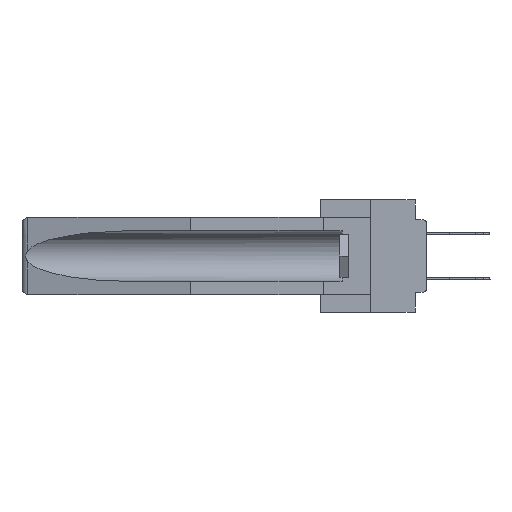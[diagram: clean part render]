
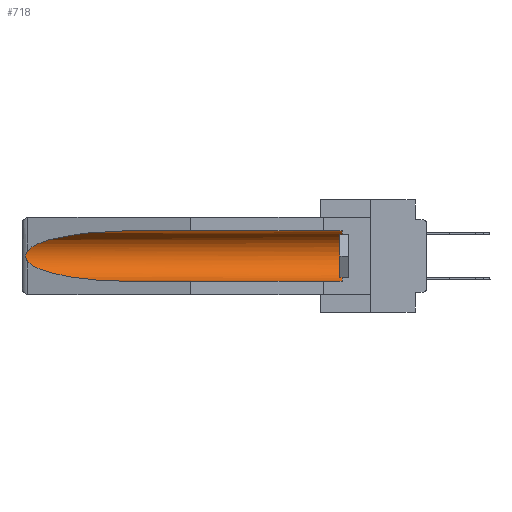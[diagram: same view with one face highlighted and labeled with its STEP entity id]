
A CAD part, left-side view. The second image highlights one B-rep face of the part: STEP entity #718.
In plain terms, the highlighted cylindrical face has radius 2.857 mm (diameter 5.715 mm), a partial arc.
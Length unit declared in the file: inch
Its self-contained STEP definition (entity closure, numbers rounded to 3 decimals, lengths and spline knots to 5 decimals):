
#2 = B_SPLINE_CURVE_WITH_KNOTS ( 'NONE', 3,
 ( #28477, #22892, #25560, #12689, #31507, #28941, #21014, #5068, #15228, #20685 ),
 .UNSPECIFIED., .F., .F.,
 ( 4, 2, 2, 2, 4 ),
 ( 0., 0.00029, 0.00058, 0.00087, 0.00117 ),
 .UNSPECIFIED. ) ;
#30 = VERTEX_POINT ( 'NONE', #10192 ) ;
#718 = ADVANCED_FACE ( 'NONE', ( #8454 ), #30901, .F. ) ;
#1859 = CARTESIAN_POINT ( 'NONE',  ( 0.25451, 1.48313, -0.09465 ) ) ;
#2926 = CARTESIAN_POINT ( 'NONE',  ( 0.155, -0.30754, -0.1715 ) ) ;
#3033 = DIRECTION ( 'NONE',  ( 0., 1., 0. ) ) ;
#3969 = EDGE_CURVE ( 'NONE', #28985, #30, #26852, .T. ) ;
#4477 = EDGE_LOOP ( 'NONE', ( #15734, #12988, #25646, #7378, #27721, #11299 ) ) ;
#4997 = EDGE_CURVE ( 'NONE', #27370, #7433, #15555, .T. ) ;
#5068 = CARTESIAN_POINT ( 'NONE',  ( 0.26655, 1.53094, -0.18657 ) ) ;
#6913 = CARTESIAN_POINT ( 'NONE',  ( 0.26537, 1.52718, -0.19328 ) ) ;
#7378 = ORIENTED_EDGE ( 'NONE', *, *, #29094, .F. ) ;
#7433 = VERTEX_POINT ( 'NONE', #15034 ) ;
#8318 = CIRCLE ( 'NONE', #16352, 0.1125 ) ;
#8454 = FACE_OUTER_BOUND ( 'NONE', #4477, .T. ) ;
#9376 = VECTOR ( 'NONE', #19757, 39.37008 ) ;
#9505 = EDGE_CURVE ( 'NONE', #7433, #28985, #2, .T. ) ;
#10192 = CARTESIAN_POINT ( 'NONE',  ( 0.155, 1.07973, -0.284 ) ) ;
#10708 = DIRECTION ( 'NONE',  ( 0., 0., 1. ) ) ;
#11106 = VECTOR ( 'NONE', #30607, 39.37008 ) ;
#11299 = ORIENTED_EDGE ( 'NONE', *, *, #31485, .T. ) ;
#12479 = CARTESIAN_POINT ( 'NONE',  ( 0.21114, 1.30732, -0.059 ) ) ;
#12689 = CARTESIAN_POINT ( 'NONE',  ( 0.2673, 1.5327, -0.16383 ) ) ;
#12988 = ORIENTED_EDGE ( 'NONE', *, *, #9505, .T. ) ;
#13145 = DIRECTION ( 'NONE',  ( 0., -1., 0. ) ) ;
#14125 = CARTESIAN_POINT ( 'NONE',  ( 0.155, 1.07973, -0.059 ) ) ;
#14242 = CARTESIAN_POINT ( 'NONE',  ( 0.26537, 1.52718, -0.19328 ) ) ;
#15034 = CARTESIAN_POINT ( 'NONE',  ( 0.26537, 1.52718, -0.14972 ) ) ;
#15228 = CARTESIAN_POINT ( 'NONE',  ( 0.26597, 1.5296, -0.19026 ) ) ;
#15555 =( BOUNDED_CURVE ( )  B_SPLINE_CURVE ( 3, ( #31287, #12479, #1859, #23273 ),
 .UNSPECIFIED., .F., .F. ) 
 B_SPLINE_CURVE_WITH_KNOTS ( ( 4, 4 ),
 ( 4.71239, 6.08839 ),
 .UNSPECIFIED. ) 
 CURVE ( )  GEOMETRIC_REPRESENTATION_ITEM ( )  RATIONAL_B_SPLINE_CURVE ( ( 1., 0.848, 0.848, 1. ) ) 
 REPRESENTATION_ITEM ( '' )  );
#15734 = ORIENTED_EDGE ( 'NONE', *, *, #4997, .T. ) ;
#16352 = AXIS2_PLACEMENT_3D ( 'NONE', #29043, #13145, #31713 ) ;
#18139 = VERTEX_POINT ( 'NONE', #25668 ) ;
#19682 = CARTESIAN_POINT ( 'NONE',  ( 0.155, -0.30754, -0.284 ) ) ;
#19757 = DIRECTION ( 'NONE',  ( 0., 1., 0. ) ) ;
#20438 = CARTESIAN_POINT ( 'NONE',  ( 0.155, 0.126, -0.059 ) ) ;
#20685 = CARTESIAN_POINT ( 'NONE',  ( 0.26537, 1.52718, -0.19328 ) ) ;
#21014 = CARTESIAN_POINT ( 'NONE',  ( 0.2673, 1.53269, -0.17917 ) ) ;
#21061 = LINE ( 'NONE', #19682, #11106 ) ;
#22290 = EDGE_CURVE ( 'NONE', #18139, #23882, #8318, .T. ) ;
#22742 = CARTESIAN_POINT ( 'NONE',  ( 0.25451, 1.48313, -0.24835 ) ) ;
#22892 = CARTESIAN_POINT ( 'NONE',  ( 0.26597, 1.52961, -0.15275 ) ) ;
#23244 = AXIS2_PLACEMENT_3D ( 'NONE', #2926, #3033, #10708 ) ;
#23273 = CARTESIAN_POINT ( 'NONE',  ( 0.26537, 1.52718, -0.14972 ) ) ;
#23882 = VERTEX_POINT ( 'NONE', #20438 ) ;
#24751 = CARTESIAN_POINT ( 'NONE',  ( 0.155, -0.30754, -0.059 ) ) ;
#25193 = LINE ( 'NONE', #24751, #9376 ) ;
#25560 = CARTESIAN_POINT ( 'NONE',  ( 0.26654, 1.53092, -0.15636 ) ) ;
#25646 = ORIENTED_EDGE ( 'NONE', *, *, #3969, .T. ) ;
#25668 = CARTESIAN_POINT ( 'NONE',  ( 0.155, 0.126, -0.284 ) ) ;
#26852 =( BOUNDED_CURVE ( )  B_SPLINE_CURVE ( 3, ( #6913, #22742, #33432, #30861 ),
 .UNSPECIFIED., .F., .F. ) 
 B_SPLINE_CURVE_WITH_KNOTS ( ( 4, 4 ),
 ( 0.1948, 1.5708 ),
 .UNSPECIFIED. ) 
 CURVE ( )  GEOMETRIC_REPRESENTATION_ITEM ( )  RATIONAL_B_SPLINE_CURVE ( ( 1., 0.848, 0.848, 1. ) ) 
 REPRESENTATION_ITEM ( '' )  );
#27370 = VERTEX_POINT ( 'NONE', #14125 ) ;
#27721 = ORIENTED_EDGE ( 'NONE', *, *, #22290, .T. ) ;
#28477 = CARTESIAN_POINT ( 'NONE',  ( 0.26537, 1.52718, -0.14972 ) ) ;
#28941 = CARTESIAN_POINT ( 'NONE',  ( 0.2675, 1.53308, -0.17534 ) ) ;
#28985 = VERTEX_POINT ( 'NONE', #14242 ) ;
#29043 = CARTESIAN_POINT ( 'NONE',  ( 0.155, 0.126, -0.1715 ) ) ;
#29094 = EDGE_CURVE ( 'NONE', #18139, #30, #21061, .T. ) ;
#30607 = DIRECTION ( 'NONE',  ( 0., 1., 0. ) ) ;
#30861 = CARTESIAN_POINT ( 'NONE',  ( 0.155, 1.07973, -0.284 ) ) ;
#30901 = CYLINDRICAL_SURFACE ( 'NONE', #23244, 0.1125 ) ;
#31287 = CARTESIAN_POINT ( 'NONE',  ( 0.155, 1.07973, -0.059 ) ) ;
#31485 = EDGE_CURVE ( 'NONE', #23882, #27370, #25193, .T. ) ;
#31507 = CARTESIAN_POINT ( 'NONE',  ( 0.2675, 1.53308, -0.16763 ) ) ;
#31713 = DIRECTION ( 'NONE',  ( 0., 0., 1. ) ) ;
#33432 = CARTESIAN_POINT ( 'NONE',  ( 0.21114, 1.30732, -0.284 ) ) ;
